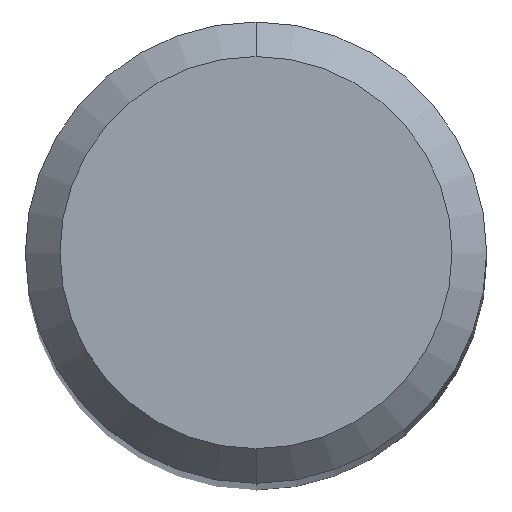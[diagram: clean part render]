
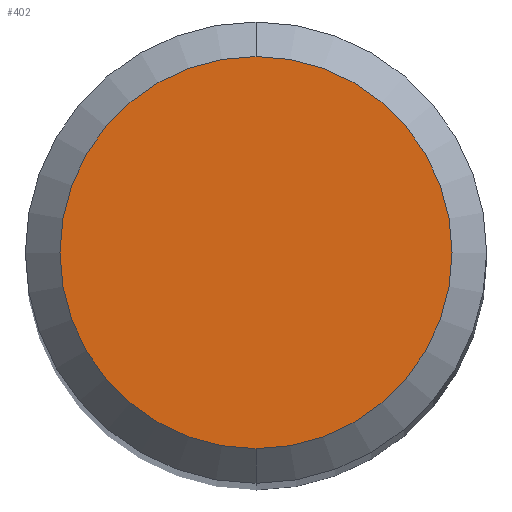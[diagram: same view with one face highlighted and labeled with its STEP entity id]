
A CAD part, top view. The second image highlights one B-rep face of the part: STEP entity #402.
In plain terms, the highlighted planar face has unit normal (0, 0, 1).
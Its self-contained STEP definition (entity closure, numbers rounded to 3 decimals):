
#312=VERTEX_POINT('',#657);
#330=EDGE_CURVE('',#312,#382,#678,.T.);
#382=VERTEX_POINT('',#740);
#394=EDGE_CURVE('',#382,#312,#752,.T.);
#402=ADVANCED_FACE('',(#760),#761,.T.);
#657=CARTESIAN_POINT('',(0.0,1.7,0.0));
#678=CIRCLE('',#1185,1.7);
#740=CARTESIAN_POINT('',(0.,-1.7,0.0));
#752=CIRCLE('',#1293,1.7);
#760=FACE_OUTER_BOUND('',#1330,.T.);
#761=PLANE('',#1331);
#1185=AXIS2_PLACEMENT_3D('',#1703,#1704,#1705);
#1293=AXIS2_PLACEMENT_3D('',#1807,#1808,#1809);
#1330=EDGE_LOOP('',(#1812,#1813));
#1331=AXIS2_PLACEMENT_3D('',#1814,#1815,#1816);
#1703=CARTESIAN_POINT('',(0.0,0.0,0.0));
#1704=DIRECTION('',(0.0,0.0,-1.0));
#1705=DIRECTION('',(0.0,1.0,0.0));
#1807=CARTESIAN_POINT('',(0.0,0.0,0.0));
#1808=DIRECTION('',(0.0,0.0,-1.0));
#1809=DIRECTION('',(0.0,1.0,0.0));
#1812=ORIENTED_EDGE('',*,*,#330,.F.);
#1813=ORIENTED_EDGE('',*,*,#394,.F.);
#1814=CARTESIAN_POINT('',(0.0,0.85,0.0));
#1815=DIRECTION('',(-0.0,0.0,1.0));
#1816=DIRECTION('',(0.0,-1.0,0.0));
